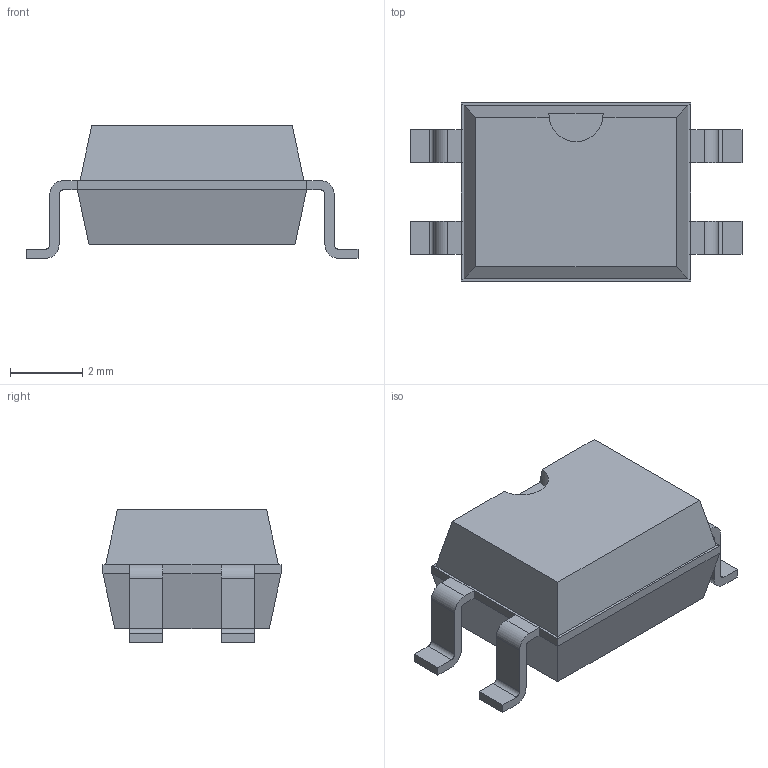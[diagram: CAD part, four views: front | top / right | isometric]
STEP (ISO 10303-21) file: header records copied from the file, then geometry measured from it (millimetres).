
FILE_DESCRIPTION(/* description */ ('model of DIP-4_W7.62mm_SMD'),/* implementation_level */ '2;1');
FILE_NAME(/* name */ 'DIP-4_W7.62mm_SMD.step',/* time_stamp */ '2017-09-23T12:39:42',/* author */ ('kicad StepUp','ksu'),/* organization */ ('FreeCAD'),/* preprocessor_version */ 'OCC',/* originating_system */ 'kicad StepUp',/* authorisation */ '');
FILE_SCHEMA(('AUTOMOTIVE_DESIGN { 1 0 10303 214 1 1 1 1 }'));
Length unit declared in the file: millimetre
Products named in the file (1): DIP_4_W762mm_SMD
Bounding box: 9.19 x 4.93 x 3.68 mm (x, y, z)
Volume: 92.7 mm3; surface area: 149.6 mm2
Topology: 1 solids, 1 shells, 84 faces, 212 edges, 130 vertices
Faces by surface type: plane 47, bspline 20, cylinder 17
Entity records: 3048 total; most frequent: CARTESIAN_POINT 512, ORIENTED_EDGE 424, DIRECTION 359, EDGE_CURVE 212, LINE 157, VECTOR 157, VERTEX_POINT 130, AXIS2_PLACEMENT_3D 101
